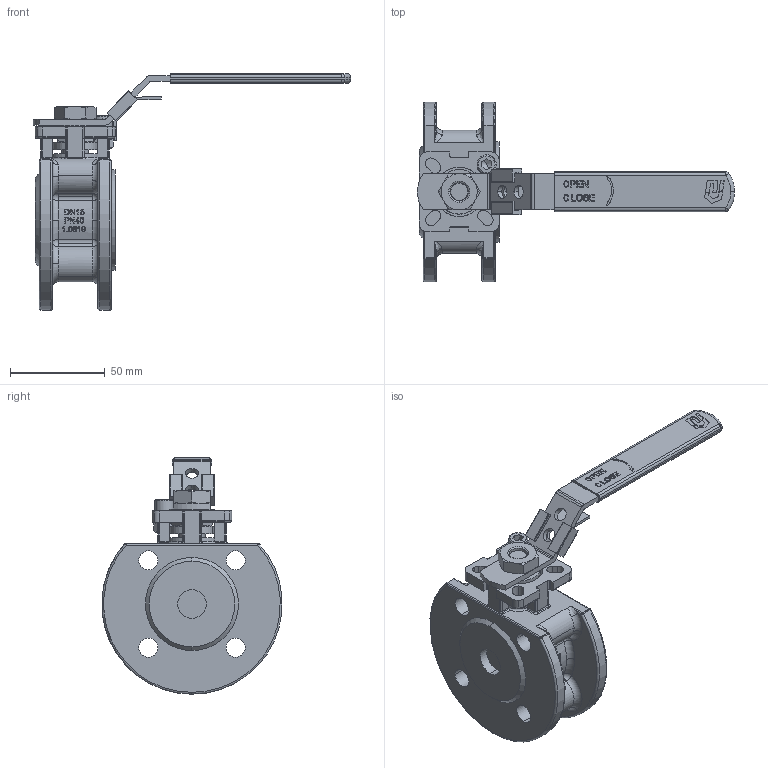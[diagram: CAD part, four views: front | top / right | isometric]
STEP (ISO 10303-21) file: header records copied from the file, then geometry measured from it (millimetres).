
FILE_DESCRIPTION(('HOOPS Exchange Step'),'2;1');
FILE_NAME('FK0300_DN15.stp','2025-07-24T11:52:18+02:00',('nieru'),('Unknown organisation'),'HOOPS Exchange 2024.2','HOOPS Exchange','Unknown authorisation');
FILE_SCHEMA( ('AP203_CONFIGURATION_CONTROLLED_3D_DESIGN_OF_MECHANICAL_PARTS_AND_ASSEMBLIES_MIM_LF') );
Length unit declared in the file: millimetre
Products named in the file (2): 0; root
Assembly tree (1 placements, depth 2):
  root
    0
Bounding box: 167 x 94.74 x 124.5 mm (x, y, z)
Volume: 199026.6 mm3; surface area: 52085.9 mm2
Topology: 1 solids, 1 shells, 1111 faces, 3000 edges, 1917 vertices
Faces by surface type: plane 420, cylinder 288, bspline 254, cone 70, torus 59, sphere 20
Entity records: 53206 total; most frequent: CARTESIAN_POINT 27248, ORIENTED_EDGE 5956, DIRECTION 4584, EDGE_CURVE 2978, VERTEX_POINT 1917, AXIS2_PLACEMENT_3D 1602, VECTOR 1380, LINE 1380
